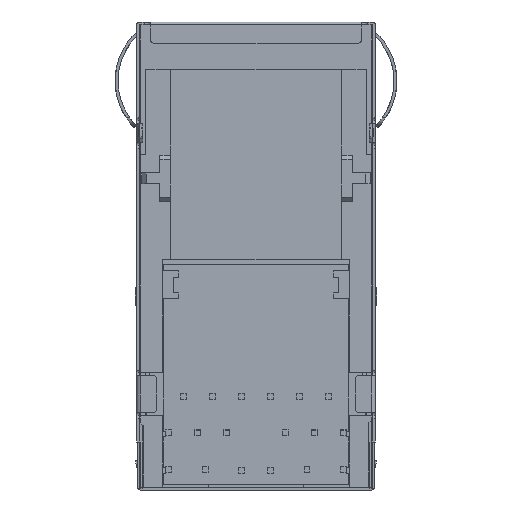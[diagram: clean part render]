
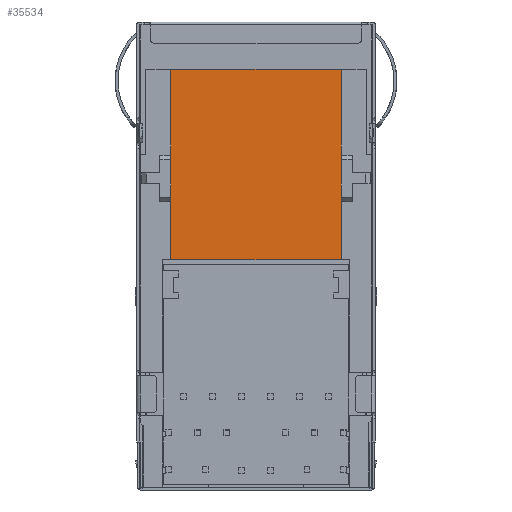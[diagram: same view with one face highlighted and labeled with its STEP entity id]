
A CAD part, front view. The second image highlights one B-rep face of the part: STEP entity #35534.
In plain terms, the highlighted planar face has unit normal (0, -1, 0).
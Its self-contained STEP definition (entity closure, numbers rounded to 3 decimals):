
#164 = CARTESIAN_POINT ( 'NONE',  ( -8.128, -6.413, 29.286 ) ) ;
#1025 = VERTEX_POINT ( 'NONE', #7194 ) ;
#1580 = LINE ( 'NONE', #46984, #22006 ) ;
#5793 = DIRECTION ( 'NONE',  ( 0., 0., -1. ) ) ;
#7194 = CARTESIAN_POINT ( 'NONE',  ( 5.969, -6.413, 29.286 ) ) ;
#8893 = EDGE_CURVE ( 'NONE', #23334, #8990, #26680, .T. ) ;
#8990 = VERTEX_POINT ( 'NONE', #41361 ) ;
#13641 = AXIS2_PLACEMENT_3D ( 'NONE', #32545, #21127, #47822 ) ;
#16004 = EDGE_CURVE ( 'NONE', #8990, #1025, #1580, .T. ) ;
#17222 = CARTESIAN_POINT ( 'NONE',  ( -5.969, -6.413, 23.292 ) ) ;
#20135 = ORIENTED_EDGE ( 'NONE', *, *, #20794, .T. ) ;
#20268 = DIRECTION ( 'NONE',  ( 0., 0., 1. ) ) ;
#20794 = EDGE_CURVE ( 'NONE', #37463, #23334, #46023, .T. ) ;
#20914 = VECTOR ( 'NONE', #5793, 1000. ) ;
#21127 = DIRECTION ( 'NONE',  ( 0., -1., 0. ) ) ;
#21473 = LINE ( 'NONE', #164, #30499 ) ;
#22006 = VECTOR ( 'NONE', #20268, 1000. ) ;
#23219 = CARTESIAN_POINT ( 'NONE',  ( -5.969, -6.413, 15.977 ) ) ;
#23334 = VERTEX_POINT ( 'NONE', #23219 ) ;
#25185 = EDGE_LOOP ( 'NONE', ( #41825, #20135, #47800, #39984 ) ) ;
#25480 = VECTOR ( 'NONE', #44753, 1000. ) ;
#26680 = LINE ( 'NONE', #44444, #25480 ) ;
#28105 = CARTESIAN_POINT ( 'NONE',  ( -5.969, -6.413, 29.286 ) ) ;
#30499 = VECTOR ( 'NONE', #38613, 1000. ) ;
#32545 = CARTESIAN_POINT ( 'NONE',  ( -5.969, -6.413, 29.286 ) ) ;
#35251 = EDGE_CURVE ( 'NONE', #1025, #37463, #21473, .T. ) ;
#35534 = ADVANCED_FACE ( 'NONE', ( #37674 ), #44069, .T. ) ;
#37463 = VERTEX_POINT ( 'NONE', #28105 ) ;
#37674 = FACE_OUTER_BOUND ( 'NONE', #25185, .T. ) ;
#38613 = DIRECTION ( 'NONE',  ( -1., 0., 0. ) ) ;
#39984 = ORIENTED_EDGE ( 'NONE', *, *, #16004, .T. ) ;
#41361 = CARTESIAN_POINT ( 'NONE',  ( 5.969, -6.413, 15.977 ) ) ;
#41825 = ORIENTED_EDGE ( 'NONE', *, *, #35251, .T. ) ;
#44069 = PLANE ( 'NONE',  #13641 ) ;
#44444 = CARTESIAN_POINT ( 'NONE',  ( -5.969, -6.413, 15.977 ) ) ;
#44753 = DIRECTION ( 'NONE',  ( 1., 0., 0. ) ) ;
#46023 = LINE ( 'NONE', #17222, #20914 ) ;
#46984 = CARTESIAN_POINT ( 'NONE',  ( 5.969, -6.413, 29.286 ) ) ;
#47800 = ORIENTED_EDGE ( 'NONE', *, *, #8893, .T. ) ;
#47822 = DIRECTION ( 'NONE',  ( 0., 0., -1. ) ) ;
